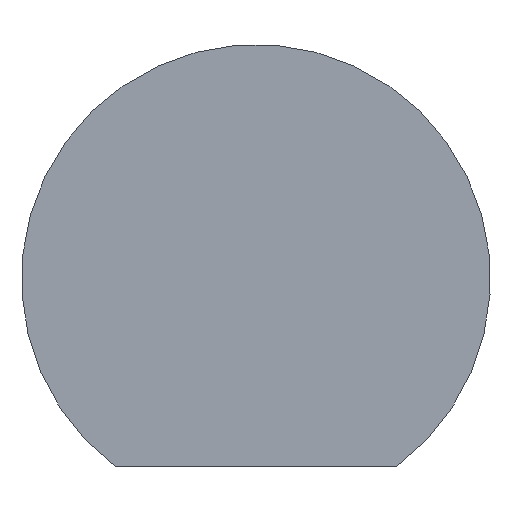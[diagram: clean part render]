
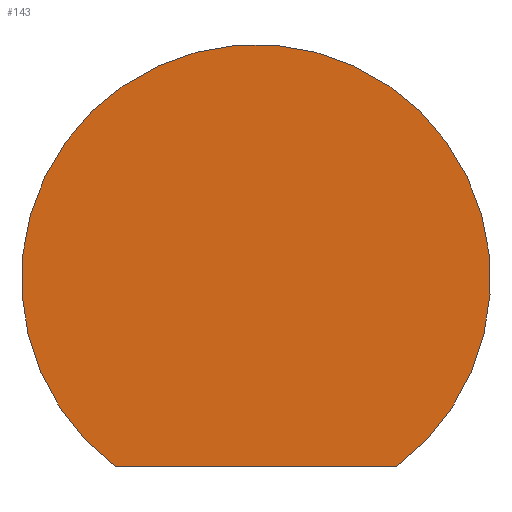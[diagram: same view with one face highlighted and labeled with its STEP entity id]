
A CAD part, front view. The second image highlights one B-rep face of the part: STEP entity #143.
In plain terms, the highlighted planar face has unit normal (0, -1, 0).
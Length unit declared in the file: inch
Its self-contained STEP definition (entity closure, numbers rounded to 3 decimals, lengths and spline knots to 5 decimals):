
#7 = VERTEX_POINT ( 'NONE', #160 ) ;
#27 = CARTESIAN_POINT ( 'NONE',  ( 0., 0., 0. ) ) ;
#32 = EDGE_CURVE ( 'NONE', #114, #7, #139, .T. ) ;
#33 = CARTESIAN_POINT ( 'NONE',  ( 0., 0., 0. ) ) ;
#43 = FACE_OUTER_BOUND ( 'NONE', #73, .T. ) ;
#47 = PLANE ( 'NONE',  #76 ) ;
#62 = DIRECTION ( 'NONE',  ( 0., 0., 1. ) ) ;
#64 = DIRECTION ( 'NONE',  ( 0., 1., 0. ) ) ;
#69 = CARTESIAN_POINT ( 'NONE',  ( -0.075, 0., -0.1 ) ) ;
#73 = EDGE_LOOP ( 'NONE', ( #135, #128 ) ) ;
#76 = AXIS2_PLACEMENT_3D ( 'NONE', #33, #120, #81 ) ;
#81 = DIRECTION ( 'NONE',  ( 0., 0., 1. ) ) ;
#94 = LINE ( 'NONE', #99, #136 ) ;
#99 = CARTESIAN_POINT ( 'NONE',  ( -0.075, 0., -0.1 ) ) ;
#101 = AXIS2_PLACEMENT_3D ( 'NONE', #27, #64, #62 ) ;
#105 = DIRECTION ( 'NONE',  ( -1., 0., 0. ) ) ;
#107 = EDGE_CURVE ( 'NONE', #7, #114, #94, .T. ) ;
#114 = VERTEX_POINT ( 'NONE', #69 ) ;
#120 = DIRECTION ( 'NONE',  ( 0., 1., 0. ) ) ;
#128 = ORIENTED_EDGE ( 'NONE', *, *, #107, .F. ) ;
#135 = ORIENTED_EDGE ( 'NONE', *, *, #32, .F. ) ;
#136 = VECTOR ( 'NONE', #105, 39.37008 ) ;
#139 = CIRCLE ( 'NONE', #101, 0.125 ) ;
#143 = ADVANCED_FACE ( 'NONE', ( #43 ), #47, .F. ) ;
#160 = CARTESIAN_POINT ( 'NONE',  ( 0.075, 0., -0.1 ) ) ;
